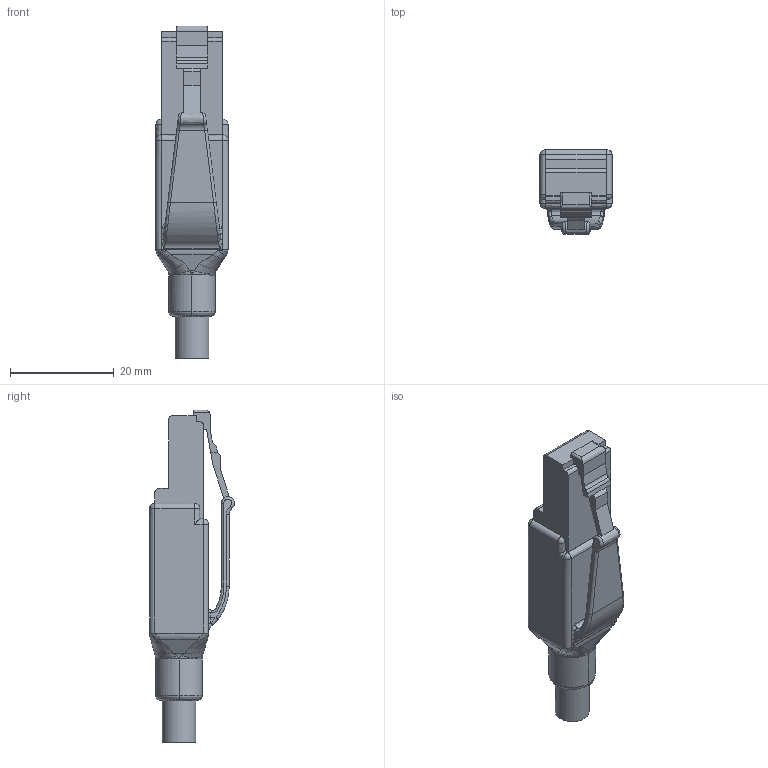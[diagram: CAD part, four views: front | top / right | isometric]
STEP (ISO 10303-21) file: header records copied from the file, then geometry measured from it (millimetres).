
FILE_DESCRIPTION((''),'2;1');
FILE_NAME( '0945_RJ-I_IP20_straight-plug_overmold_4contacts.stp','2005-03-04T13:27:52',('User'),('SDRC'),'I-DEAS Master Series 9','UNIX','Yes');
FILE_SCHEMA(('AUTOMOTIVE_DESIGN { 1 0 10303 214 1 1 1 1 }'));
Length unit declared in the file: millimetre
Products named in the file (1): 0945_RJ-I_IP20_straight-plug_overmold_4contacts
Bounding box: 13.9 x 16.3 x 64 mm (x, y, z)
Volume: 6994.2 mm3; surface area: 3259.1 mm2
Topology: 1 solids, 1 shells, 272 faces, 684 edges, 422 vertices
Faces by surface type: bspline 272
Entity records: 9660 total; most frequent: CARTESIAN_POINT 5575, ORIENTED_EDGE 1352, EDGE_CURVE 676, VERTEX_POINT 422, B_SPLINE_CURVE_WITH_KNOTS 361, EDGE_LOOP 290, FACE_OUTER_BOUND 272, ADVANCED_FACE 272
